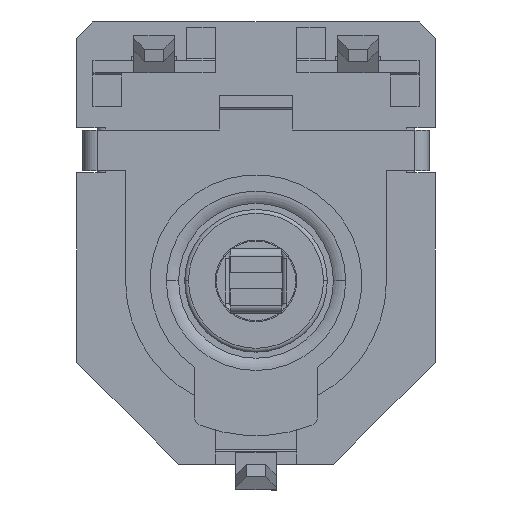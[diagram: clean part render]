
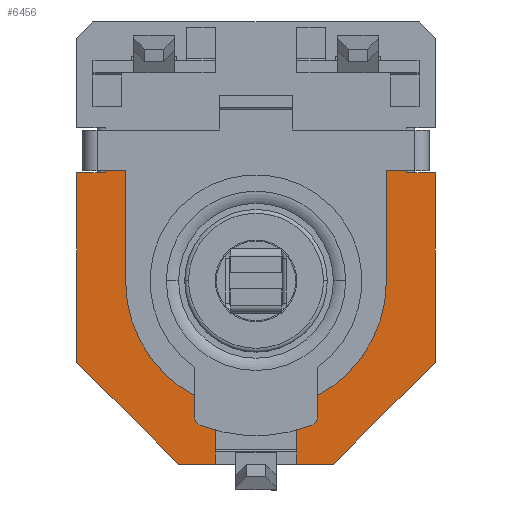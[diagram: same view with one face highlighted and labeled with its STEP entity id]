
A CAD part, front view. The second image highlights one B-rep face of the part: STEP entity #6456.
In plain terms, the highlighted planar face has unit normal (0, -1, 0).
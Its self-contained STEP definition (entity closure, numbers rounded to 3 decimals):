
#681=DIRECTION('',(-1.,0.,0.));
#682=VECTOR('',#681,0.5);
#683=CARTESIAN_POINT('',(3.7,0.,2.7));
#684=LINE('',#683,#682);
#685=DIRECTION('',(0.,0.,1.));
#686=VECTOR('',#685,0.05);
#687=CARTESIAN_POINT('',(3.7,0.,2.65));
#688=LINE('',#687,#686);
#689=DIRECTION('',(0.,0.,-1.));
#690=VECTOR('',#689,4.65);
#691=CARTESIAN_POINT('',(4.4,0.,2.65));
#692=LINE('',#691,#690);
#693=DIRECTION('',(0.707,0.,0.707));
#694=VECTOR('',#693,3.536);
#695=CARTESIAN_POINT('',(1.9,0.,-4.5));
#696=LINE('',#695,#694);
#697=DIRECTION('',(-1.,0.,0.));
#698=VECTOR('',#697,3.8);
#699=CARTESIAN_POINT('',(1.9,0.,-4.5));
#700=LINE('',#699,#698);
#701=DIRECTION('',(0.707,0.,-0.707));
#702=VECTOR('',#701,3.536);
#703=CARTESIAN_POINT('',(-4.4,0.,-2.));
#704=LINE('',#703,#702);
#705=DIRECTION('',(0.,0.,1.));
#706=VECTOR('',#705,4.65);
#707=CARTESIAN_POINT('',(-4.4,0.,-2.));
#708=LINE('',#707,#706);
#709=DIRECTION('',(0.,0.,-1.));
#710=VECTOR('',#709,0.05);
#711=CARTESIAN_POINT('',(-3.7,0.,2.7));
#712=LINE('',#711,#710);
#713=DIRECTION('',(-1.,0.,0.));
#714=VECTOR('',#713,0.5);
#715=CARTESIAN_POINT('',(-3.2,0.,2.7));
#716=LINE('',#715,#714);
#717=DIRECTION('',(0.,0.,1.));
#718=VECTOR('',#717,2.7);
#719=CARTESIAN_POINT('',(-3.2,0.,0.));
#720=LINE('',#719,#718);
#721=CARTESIAN_POINT('',(0.,0.,0.));
#722=DIRECTION('',(0.,1.,0.));
#723=DIRECTION('',(-0.313,0.,-0.95));
#724=AXIS2_PLACEMENT_3D('',#721,#722,#723);
#726=DIRECTION('',(0.,0.,1.));
#727=VECTOR('',#726,1.11);
#728=CARTESIAN_POINT('',(-1.,0.,-4.15));
#729=LINE('',#728,#727);
#730=DIRECTION('',(-1.,0.,0.));
#731=VECTOR('',#730,2.);
#732=CARTESIAN_POINT('',(1.,0.,-4.15));
#733=LINE('',#732,#731);
#734=DIRECTION('',(0.,0.,-1.));
#735=VECTOR('',#734,1.11);
#736=CARTESIAN_POINT('',(1.,0.,-3.04));
#737=LINE('',#736,#735);
#738=CARTESIAN_POINT('',(0.,0.,0.));
#739=DIRECTION('',(0.,1.,0.));
#740=DIRECTION('',(1.,0.,0.));
#741=AXIS2_PLACEMENT_3D('',#738,#739,#740);
#743=DIRECTION('',(0.,0.,-1.));
#744=VECTOR('',#743,2.7);
#745=CARTESIAN_POINT('',(3.2,0.,2.7));
#746=LINE('',#745,#744);
#827=DIRECTION('',(-1.,0.,0.));
#828=VECTOR('',#827,0.7);
#829=CARTESIAN_POINT('',(4.4,0.,2.65));
#830=LINE('',#829,#828);
#859=DIRECTION('',(-1.,0.,0.));
#860=VECTOR('',#859,0.7);
#861=CARTESIAN_POINT('',(-3.7,0.,2.65));
#862=LINE('',#861,#860);
#4473=CARTESIAN_POINT('',(1.9,0.,-4.5));
#4474=CARTESIAN_POINT('',(4.4,0.,-2.));
#4475=VERTEX_POINT('',#4473);
#4476=VERTEX_POINT('',#4474);
#4481=CARTESIAN_POINT('',(-4.4,0.,-2.));
#4482=CARTESIAN_POINT('',(-1.9,0.,-4.5));
#4483=VERTEX_POINT('',#4481);
#4484=VERTEX_POINT('',#4482);
#4505=CARTESIAN_POINT('',(-4.4,0.,2.65));
#4506=VERTEX_POINT('',#4505);
#4511=CARTESIAN_POINT('',(4.4,0.,2.65));
#4512=VERTEX_POINT('',#4511);
#4537=CARTESIAN_POINT('',(3.7,0.,2.65));
#4538=VERTEX_POINT('',#4537);
#4543=CARTESIAN_POINT('',(-3.7,0.,2.65));
#4544=VERTEX_POINT('',#4543);
#5199=CARTESIAN_POINT('',(3.7,0.,2.7));
#5200=CARTESIAN_POINT('',(3.2,0.,2.7));
#5201=VERTEX_POINT('',#5199);
#5202=VERTEX_POINT('',#5200);
#5203=CARTESIAN_POINT('',(3.2,0.,0.));
#5204=VERTEX_POINT('',#5203);
#5205=CARTESIAN_POINT('',(1.,0.,-3.04));
#5206=VERTEX_POINT('',#5205);
#5207=CARTESIAN_POINT('',(1.,0.,-4.15));
#5208=VERTEX_POINT('',#5207);
#5209=CARTESIAN_POINT('',(-1.,0.,-4.15));
#5210=CARTESIAN_POINT('',(-1.,0.,-3.04));
#5211=VERTEX_POINT('',#5209);
#5212=VERTEX_POINT('',#5210);
#5213=CARTESIAN_POINT('',(-3.2,0.,0.));
#5214=VERTEX_POINT('',#5213);
#5215=CARTESIAN_POINT('',(-3.2,0.,2.7));
#5216=VERTEX_POINT('',#5215);
#5217=CARTESIAN_POINT('',(-3.7,0.,2.7));
#5218=VERTEX_POINT('',#5217);
#6416=CARTESIAN_POINT('',(0.,0.,0.));
#6417=DIRECTION('',(0.,1.,0.));
#6418=DIRECTION('',(1.,0.,0.));
#6419=AXIS2_PLACEMENT_3D('',#6416,#6417,#6418);
#6420=PLANE('',#6419);
#6422=ORIENTED_EDGE('',*,*,#6421,.F.);
#6423=ORIENTED_EDGE('',*,*,#5844,.F.);
#6425=ORIENTED_EDGE('',*,*,#6424,.F.);
#6427=ORIENTED_EDGE('',*,*,#6426,.T.);
#6429=ORIENTED_EDGE('',*,*,#6428,.F.);
#6431=ORIENTED_EDGE('',*,*,#6430,.T.);
#6433=ORIENTED_EDGE('',*,*,#6432,.F.);
#6435=ORIENTED_EDGE('',*,*,#6434,.T.);
#6437=ORIENTED_EDGE('',*,*,#6436,.F.);
#6438=ORIENTED_EDGE('',*,*,#6050,.F.);
#6440=ORIENTED_EDGE('',*,*,#6439,.F.);
#6442=ORIENTED_EDGE('',*,*,#6441,.F.);
#6444=ORIENTED_EDGE('',*,*,#6443,.F.);
#6446=ORIENTED_EDGE('',*,*,#6445,.F.);
#6448=ORIENTED_EDGE('',*,*,#6447,.F.);
#6449=ORIENTED_EDGE('',*,*,#6407,.F.);
#6451=ORIENTED_EDGE('',*,*,#6450,.F.);
#6453=ORIENTED_EDGE('',*,*,#6452,.F.);
#6454=EDGE_LOOP('',(#6422,#6423,#6425,#6427,#6429,#6431,#6433,#6435,#6437,#6438,
#6440,#6442,#6444,#6446,#6448,#6449,#6451,#6453));
#6455=FACE_OUTER_BOUND('',#6454,.F.);
#6456=ADVANCED_FACE('',(#6455),#6420,.F.);
#725=CIRCLE('',#724,3.2);
#742=CIRCLE('',#741,3.2);
#5844=EDGE_CURVE('',#4538,#5201,#688,.T.);
#6050=EDGE_CURVE('',#5218,#4544,#712,.T.);
#6407=EDGE_CURVE('',#5206,#5208,#737,.T.);
#6421=EDGE_CURVE('',#5201,#5202,#684,.T.);
#6424=EDGE_CURVE('',#4512,#4538,#830,.T.);
#6426=EDGE_CURVE('',#4512,#4476,#692,.T.);
#6428=EDGE_CURVE('',#4475,#4476,#696,.T.);
#6430=EDGE_CURVE('',#4475,#4484,#700,.T.);
#6432=EDGE_CURVE('',#4483,#4484,#704,.T.);
#6434=EDGE_CURVE('',#4483,#4506,#708,.T.);
#6436=EDGE_CURVE('',#4544,#4506,#862,.T.);
#6439=EDGE_CURVE('',#5216,#5218,#716,.T.);
#6441=EDGE_CURVE('',#5214,#5216,#720,.T.);
#6443=EDGE_CURVE('',#5212,#5214,#725,.T.);
#6445=EDGE_CURVE('',#5211,#5212,#729,.T.);
#6447=EDGE_CURVE('',#5208,#5211,#733,.T.);
#6450=EDGE_CURVE('',#5204,#5206,#742,.T.);
#6452=EDGE_CURVE('',#5202,#5204,#746,.T.);
